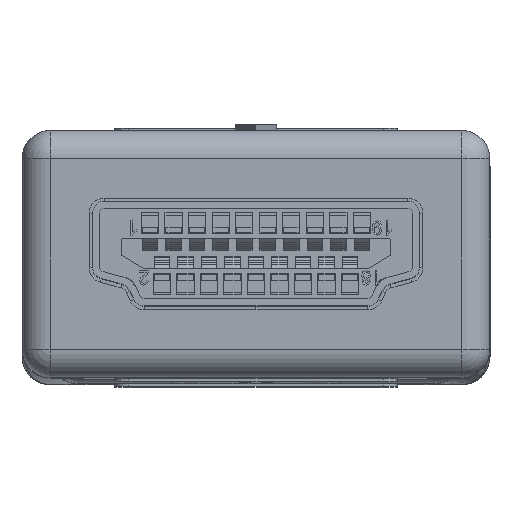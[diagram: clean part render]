
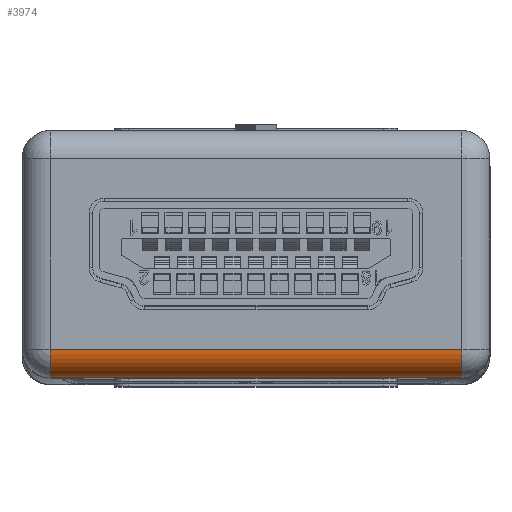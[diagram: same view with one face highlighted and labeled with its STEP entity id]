
A CAD part, top view. The second image highlights one B-rep face of the part: STEP entity #3974.
In plain terms, the highlighted cylindrical face has radius 1.2 mm (diameter 2.4 mm), a partial arc.
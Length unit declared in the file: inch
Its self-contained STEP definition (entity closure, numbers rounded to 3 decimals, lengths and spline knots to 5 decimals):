
#1096 = CIRCLE ( 'NONE', #65838, 0.04724 ) ;
#1099 = CIRCLE ( 'NONE', #65841, 0.04724 ) ;
#3974 = ADVANCED_FACE ( 'NONE', ( #4820 ), #4822, .T. ) ;
#4820 = FACE_OUTER_BOUND ( 'NONE', #7977, .T. ) ;
#4822 = CYLINDRICAL_SURFACE ( 'NONE', #44045, 0.04724 ) ;
#6251 = EDGE_CURVE ( 'NONE', #18376, #18369, #11516, .T. ) ;
#7977 = EDGE_LOOP ( 'NONE', ( #25785, #25788, #25791, #25794 ) ) ;
#11516 = LINE ( 'NONE', #66514, #11520 ) ;
#11520 = VECTOR ( 'NONE', #66512, 39.37008 ) ;
#13934 = LINE ( 'NONE', #76228, #13937 ) ;
#13937 = VECTOR ( 'NONE', #76229, 39.37008 ) ;
#18264 = VERTEX_POINT ( 'NONE', #50632 ) ;
#18266 = VERTEX_POINT ( 'NONE', #50636 ) ;
#18369 = VERTEX_POINT ( 'NONE', #50818 ) ;
#18376 = VERTEX_POINT ( 'NONE', #50830 ) ;
#25785 = ORIENTED_EDGE ( 'NONE', *, *, #61381, .T. ) ;
#25788 = ORIENTED_EDGE ( 'NONE', *, *, #6251, .F. ) ;
#25791 = ORIENTED_EDGE ( 'NONE', *, *, #61394, .F. ) ;
#25794 = ORIENTED_EDGE ( 'NONE', *, *, #41947, .F. ) ;
#41947 = EDGE_CURVE ( 'NONE', #18264, #18266, #13934, .T. ) ;
#44045 = AXIS2_PLACEMENT_3D ( 'NONE', #54270, #54271, #54266 ) ;
#46274 = CARTESIAN_POINT ( 'NONE',  ( 0.34449, 0.55315, 0.15945 ) ) ;
#46276 = DIRECTION ( 'NONE',  ( -1., 0., 0. ) ) ;
#46278 = DIRECTION ( 'NONE',  ( 0., 0., -1. ) ) ;
#46322 = CARTESIAN_POINT ( 'NONE',  ( -0.34449, 0.55315, 0.15945 ) ) ;
#46323 = DIRECTION ( 'NONE',  ( -1., 0., 0. ) ) ;
#46324 = DIRECTION ( 'NONE',  ( 0., 0., 1. ) ) ;
#50632 = CARTESIAN_POINT ( 'NONE',  ( 0.34449, 0.55315, 0.20669 ) ) ;
#50636 = CARTESIAN_POINT ( 'NONE',  ( -0.34449, 0.55315, 0.20669 ) ) ;
#50818 = CARTESIAN_POINT ( 'NONE',  ( 0.34449, 0.60039, 0.15945 ) ) ;
#50830 = CARTESIAN_POINT ( 'NONE',  ( -0.34449, 0.60039, 0.15945 ) ) ;
#54266 = DIRECTION ( 'NONE',  ( 0., 0., 1. ) ) ;
#54270 = CARTESIAN_POINT ( 'NONE',  ( -0.39173, 0.55315, 0.15945 ) ) ;
#54271 = DIRECTION ( 'NONE',  ( -1., 0., 0. ) ) ;
#61381 = EDGE_CURVE ( 'NONE', #18264, #18369, #1096, .T. ) ;
#61394 = EDGE_CURVE ( 'NONE', #18266, #18376, #1099, .T. ) ;
#65838 = AXIS2_PLACEMENT_3D ( 'NONE', #46274, #46276, #46278 ) ;
#65841 = AXIS2_PLACEMENT_3D ( 'NONE', #46322, #46323, #46324 ) ;
#66512 = DIRECTION ( 'NONE',  ( 1., 0., 0. ) ) ;
#66514 = CARTESIAN_POINT ( 'NONE',  ( 0.39173, 0.60039, 0.15945 ) ) ;
#76228 = CARTESIAN_POINT ( 'NONE',  ( -0.39173, 0.55315, 0.20669 ) ) ;
#76229 = DIRECTION ( 'NONE',  ( -1., 0., 0. ) ) ;
